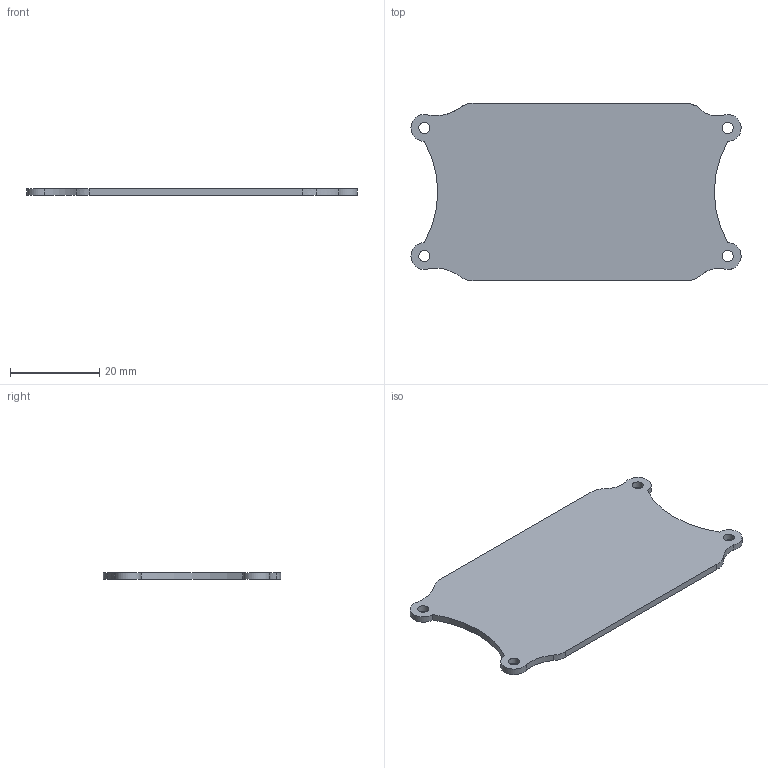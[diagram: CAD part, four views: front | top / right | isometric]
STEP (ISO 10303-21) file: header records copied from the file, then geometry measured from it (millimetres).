
FILE_DESCRIPTION(/* description */ (''),/* implementation_level */ '2;1');
FILE_NAME(/* name */ 'ScreenProtector.step',/* time_stamp */ '2023-08-08T18:40:39+01:00',/* author */ (''),/* organization */ (''),/* preprocessor_version */ 'ST-DEVELOPER v20',/* originating_system */ 'Autodesk Translation Framework v12.9.0.99',/* authorisation */ '');
FILE_SCHEMA (('AUTOMOTIVE_DESIGN { 1 0 10303 214 3 1 1 }'));
Length unit declared in the file: millimetre
Products named in the file (1): rcTransmitter_2.0
Bounding box: 73.99 x 39.75 x 1.5 mm (x, y, z)
Volume: 3864.2 mm3; surface area: 5535.4 mm2
Topology: 1 solids, 1 shells, 22 faces, 60 edges, 40 vertices
Faces by surface type: cylinder 10, bspline 8, plane 4
Full cylindrical faces by diameter (mm): 2.5 x4
Entity records: 968 total; most frequent: CARTESIAN_POINT 433, ORIENTED_EDGE 120, DIRECTION 86, EDGE_CURVE 60, VERTEX_POINT 40, AXIS2_PLACEMENT_3D 35, EDGE_LOOP 30, FACE_OUTER_BOUND 22
